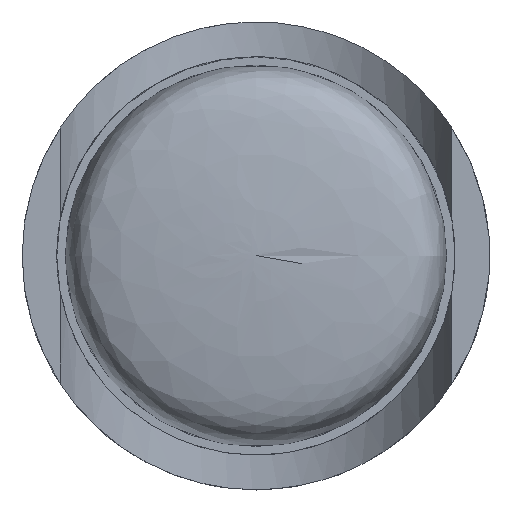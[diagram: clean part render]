
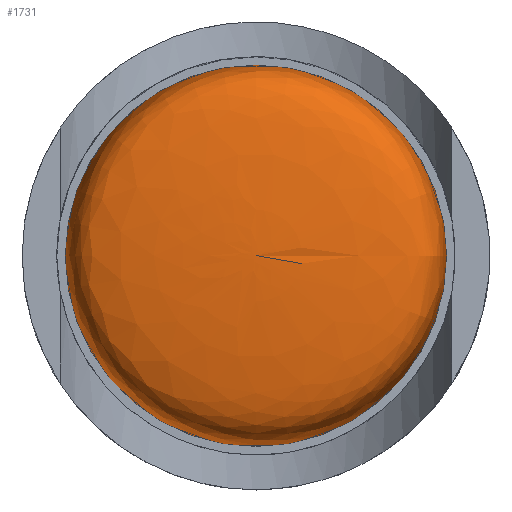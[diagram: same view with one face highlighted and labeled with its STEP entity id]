
A CAD part, top view. The second image highlights one B-rep face of the part: STEP entity #1731.
In plain terms, the highlighted face is a revolution surface.
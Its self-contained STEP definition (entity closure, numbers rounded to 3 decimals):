
#672 = PLANE('',#673);
#673 = AXIS2_PLACEMENT_3D('',#674,#675,#676);
#674 = CARTESIAN_POINT('',(0.,0.,-7.));
#675 = DIRECTION('',(0.,0.,-1.));
#676 = DIRECTION('',(1.,0.,0.));
#1670 = EDGE_CURVE('',#1671,#1671,#1673,.T.);
#1671 = VERTEX_POINT('',#1672);
#1672 = CARTESIAN_POINT('',(11.,0.,-7.));
#1673 = SURFACE_CURVE('',#1674,(#1679,#1686),.PCURVE_S1.);
#1674 = CIRCLE('',#1675,11.);
#1675 = AXIS2_PLACEMENT_3D('',#1676,#1677,#1678);
#1676 = CARTESIAN_POINT('',(0.,0.,-7.));
#1677 = DIRECTION('',(0.,0.,-1.));
#1678 = DIRECTION('',(1.,0.,0.));
#1679 = PCURVE('',#672,#1680);
#1680 = DEFINITIONAL_REPRESENTATION('',(#1681),#1685);
#1681 = CIRCLE('',#1682,11.);
#1682 = AXIS2_PLACEMENT_2D('',#1683,#1684);
#1683 = CARTESIAN_POINT('',(0.,0.));
#1684 = DIRECTION('',(1.,0.));
#1685 = ( GEOMETRIC_REPRESENTATION_CONTEXT(2) 
PARAMETRIC_REPRESENTATION_CONTEXT() REPRESENTATION_CONTEXT('2D SPACE',''
  ) );
#1686 = PCURVE('',#1687,#1697);
#1687 = SURFACE_OF_REVOLUTION('',#1688,#1694);
#1688 = B_SPLINE_CURVE_WITH_KNOTS('',3,(#1689,#1690,#1691,#1692,#1693),
  .UNSPECIFIED.,.F.,.F.,(4,1,4),(0.,0.5,1.),.QUASI_UNIFORM_KNOTS.);
#1689 = CARTESIAN_POINT('',(0.,0.,2.));
#1690 = CARTESIAN_POINT('',(2.,0.,2.));
#1691 = CARTESIAN_POINT('',(10.946,0.,1.5));
#1692 = CARTESIAN_POINT('',(11.,0.,-0.5));
#1693 = CARTESIAN_POINT('',(11.,0.,-7.));
#1694 = AXIS1_PLACEMENT('',#1695,#1696);
#1695 = CARTESIAN_POINT('',(0.,0.,0.));
#1696 = DIRECTION('',(0.,0.,-1.));
#1697 = DEFINITIONAL_REPRESENTATION('',(#1698),#1701);
#1698 = B_SPLINE_CURVE_WITH_KNOTS('',1,(#1699,#1700),.UNSPECIFIED.,.F.,
  .F.,(2,2),(0.,6.283),.PIECEWISE_BEZIER_KNOTS.);
#1699 = CARTESIAN_POINT('',(0.,1.));
#1700 = CARTESIAN_POINT('',(6.283,1.));
#1701 = ( GEOMETRIC_REPRESENTATION_CONTEXT(2) 
PARAMETRIC_REPRESENTATION_CONTEXT() REPRESENTATION_CONTEXT('2D SPACE',''
  ) );
#1731 = ADVANCED_FACE('',(#1732),#1687,.T.);
#1732 = FACE_BOUND('',#1733,.T.);
#1733 = EDGE_LOOP('',(#1734,#1757,#1758));
#1734 = ORIENTED_EDGE('',*,*,#1735,.T.);
#1735 = EDGE_CURVE('',#1736,#1671,#1738,.T.);
#1736 = VERTEX_POINT('',#1737);
#1737 = CARTESIAN_POINT('',(0.,0.,2.));
#1738 = SEAM_CURVE('',#1739,(#1745,#1751),.PCURVE_S1.);
#1739 = B_SPLINE_CURVE_WITH_KNOTS('',3,(#1740,#1741,#1742,#1743,#1744),
  .UNSPECIFIED.,.F.,.F.,(4,1,4),(0.,0.5,1.),.QUASI_UNIFORM_KNOTS.);
#1740 = CARTESIAN_POINT('',(0.,0.,2.));
#1741 = CARTESIAN_POINT('',(2.,0.,2.));
#1742 = CARTESIAN_POINT('',(10.946,0.,1.5));
#1743 = CARTESIAN_POINT('',(11.,0.,-0.5));
#1744 = CARTESIAN_POINT('',(11.,0.,-7.));
#1745 = PCURVE('',#1687,#1746);
#1746 = DEFINITIONAL_REPRESENTATION('',(#1747),#1750);
#1747 = B_SPLINE_CURVE_WITH_KNOTS('',1,(#1748,#1749),.UNSPECIFIED.,.F.,
  .F.,(2,2),(0.,1.),.PIECEWISE_BEZIER_KNOTS.);
#1748 = CARTESIAN_POINT('',(0.,0.));
#1749 = CARTESIAN_POINT('',(0.,1.));
#1750 = ( GEOMETRIC_REPRESENTATION_CONTEXT(2) 
PARAMETRIC_REPRESENTATION_CONTEXT() REPRESENTATION_CONTEXT('2D SPACE',''
  ) );
#1751 = PCURVE('',#1687,#1752);
#1752 = DEFINITIONAL_REPRESENTATION('',(#1753),#1756);
#1753 = B_SPLINE_CURVE_WITH_KNOTS('',1,(#1754,#1755),.UNSPECIFIED.,.F.,
  .F.,(2,2),(0.,1.),.PIECEWISE_BEZIER_KNOTS.);
#1754 = CARTESIAN_POINT('',(6.283,0.));
#1755 = CARTESIAN_POINT('',(6.283,1.));
#1756 = ( GEOMETRIC_REPRESENTATION_CONTEXT(2) 
PARAMETRIC_REPRESENTATION_CONTEXT() REPRESENTATION_CONTEXT('2D SPACE',''
  ) );
#1757 = ORIENTED_EDGE('',*,*,#1670,.F.);
#1758 = ORIENTED_EDGE('',*,*,#1735,.F.);
